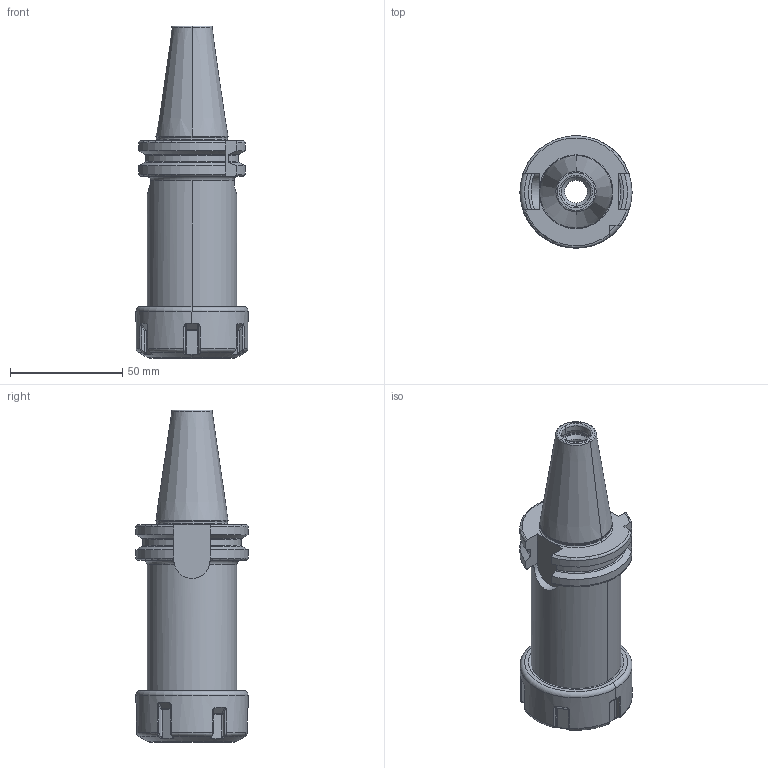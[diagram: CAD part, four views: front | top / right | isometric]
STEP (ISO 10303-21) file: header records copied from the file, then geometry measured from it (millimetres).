
FILE_DESCRIPTION((''),'2;1');
FILE_NAME('302_02_20_1','2020-09-14T',('104091'),(''),'CREO PARAMETRIC BY PTC INC, 2016260','CREO PARAMETRIC BY PTC INC, 2016260','');
FILE_SCHEMA(('CONFIG_CONTROL_DESIGN'));
Length unit declared in the file: millimetre
Products named in the file (1): 302_02_20_1
Bounding box: 49.9 x 49.94 x 147.8 mm (x, y, z)
Volume: 122366.7 mm3; surface area: 31016.1 mm2
Topology: 1 solids, 1 shells, 276 faces, 677 edges, 407 vertices
Faces by surface type: cylinder 67, bspline 60, plane 57, torus 52, cone 28, sphere 12
Entity records: 11010 total; most frequent: CARTESIAN_POINT 4946, ORIENTED_EDGE 1350, DIRECTION 1118, EDGE_CURVE 675, AXIS2_PLACEMENT_3D 441, VERTEX_POINT 407, EDGE_LOOP 284, FACE_OUTER_BOUND 276
